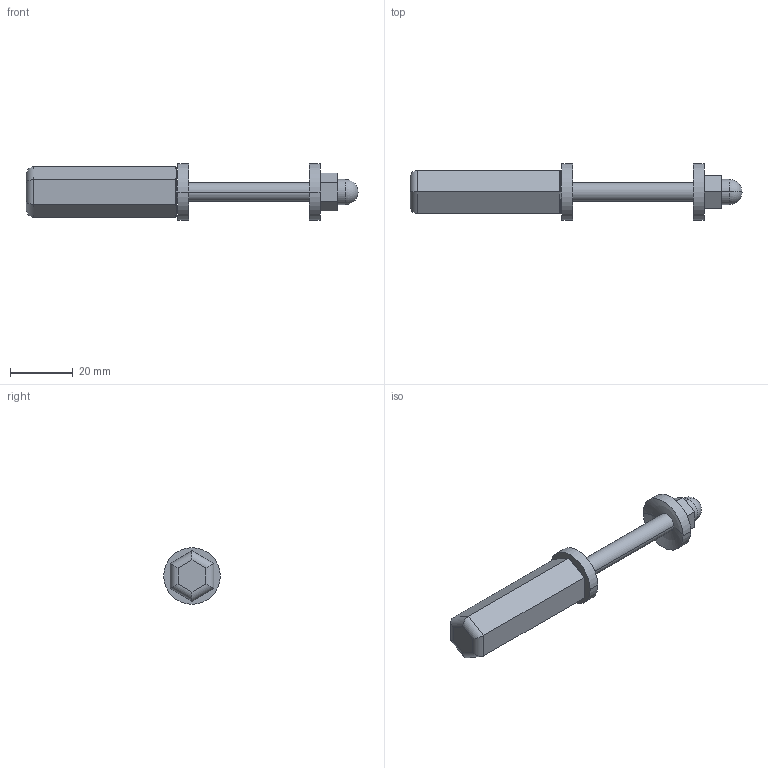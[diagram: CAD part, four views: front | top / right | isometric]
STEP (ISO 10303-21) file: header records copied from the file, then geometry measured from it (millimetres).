
FILE_DESCRIPTION((''),'2;1');
FILE_NAME('2804_COSCH_EDELSTAHLTECHNIK','2021-09-26T21:38:17',('Gogel'),('CAD_Service Gogel'),'CREO PARAMETRIC BY PTC INC, 2018420','CREO PARAMETRIC BY PTC INC, 2018420','');
FILE_SCHEMA(('AUTOMOTIVE_DESIGN { 1 0 10303 214 1 1 1 1 }'));
Length unit declared in the file: millimetre
Products named in the file (1): 2804_COSCH_EDELSTAHLTECHNIK
Bounding box: 105.8 x 18 x 18 mm (x, y, z)
Volume: 9162.7 mm3; surface area: 9554.3 mm2
Topology: 4 solids, 7 shells, 82 faces, 217 edges, 143 vertices
Faces by surface type: cylinder 40, plane 30, sphere 6, cone 4, torus 2
Entity records: 3710 total; most frequent: CARTESIAN_POINT 953, DIRECTION 464, ORIENTED_EDGE 408, EDGE_CURVE 213, AXIS2_PLACEMENT_3D 173, VERTEX_POINT 141, VECTOR 112, LINE 112
